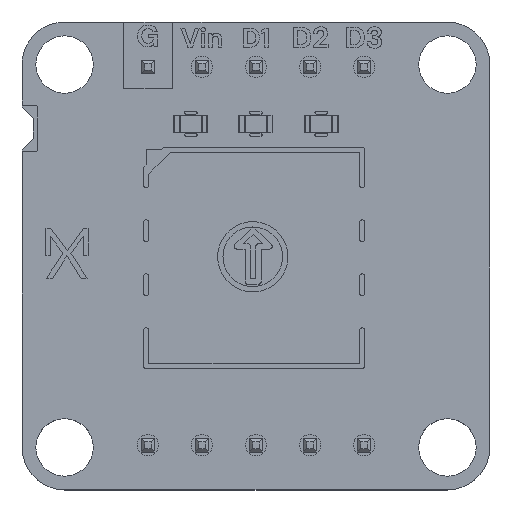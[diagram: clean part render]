
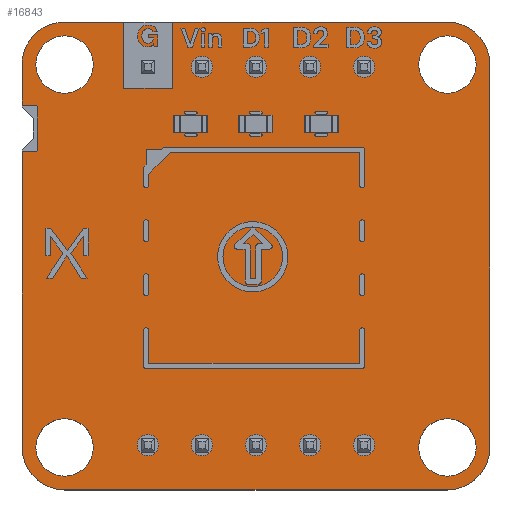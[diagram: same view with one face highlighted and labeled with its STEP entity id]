
A CAD part, top view. The second image highlights one B-rep face of the part: STEP entity #16843.
In plain terms, the highlighted planar face has unit normal (0, 0, 1).
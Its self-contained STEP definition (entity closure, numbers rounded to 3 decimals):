
#16508 = VERTEX_POINT('',#16509);
#16509 = CARTESIAN_POINT('',(8.998,10.998,1.51));
#16515 = EDGE_CURVE('',#16508,#16516,#16518,.T.);
#16516 = VERTEX_POINT('',#16517);
#16517 = CARTESIAN_POINT('',(10.998,8.998,1.51));
#16518 = CIRCLE('',#16519,2.);
#16519 = AXIS2_PLACEMENT_3D('',#16520,#16521,#16522);
#16520 = CARTESIAN_POINT('',(8.998,8.998,1.51));
#16521 = DIRECTION('',(0.,0.,-1.));
#16522 = DIRECTION('',(0.,1.,0.));
#16550 = VERTEX_POINT('',#16551);
#16551 = CARTESIAN_POINT('',(-8.993,10.998,1.51));
#16557 = EDGE_CURVE('',#16550,#16508,#16558,.T.);
#16558 = LINE('',#16559,#16560);
#16559 = CARTESIAN_POINT('',(-8.993,10.998,1.51));
#16560 = VECTOR('',#16561,1.);
#16561 = DIRECTION('',(1.,0.,0.));
#16579 = EDGE_CURVE('',#16516,#16580,#16582,.T.);
#16580 = VERTEX_POINT('',#16581);
#16581 = CARTESIAN_POINT('',(10.998,-9.002,1.51));
#16582 = LINE('',#16583,#16584);
#16583 = CARTESIAN_POINT('',(10.998,8.998,1.51));
#16584 = VECTOR('',#16585,1.);
#16585 = DIRECTION('',(0.,-1.,0.));
#16843 = ADVANCED_FACE('',(#16844,#16922,#16933,#16944,#16955,#16966,
    #16977,#16988,#16999,#17010,#17021,#17032,#17043,#17054,#17065),
  #17076,.T.);
#16844 = FACE_BOUND('',#16845,.T.);
#16845 = EDGE_LOOP('',(#16846,#16847,#16848,#16857,#16865,#16873,#16881,
    #16889,#16897,#16906,#16914,#16921));
#16846 = ORIENTED_EDGE('',*,*,#16515,.F.);
#16847 = ORIENTED_EDGE('',*,*,#16557,.F.);
#16848 = ORIENTED_EDGE('',*,*,#16849,.F.);
#16849 = EDGE_CURVE('',#16850,#16550,#16852,.T.);
#16850 = VERTEX_POINT('',#16851);
#16851 = CARTESIAN_POINT('',(-11.002,8.998,1.51));
#16852 = CIRCLE('',#16853,2.);
#16853 = AXIS2_PLACEMENT_3D('',#16854,#16855,#16856);
#16854 = CARTESIAN_POINT('',(-9.002,8.998,1.51));
#16855 = DIRECTION('',(0.,0.,-1.));
#16856 = DIRECTION('',(-1.,0.,0.));
#16857 = ORIENTED_EDGE('',*,*,#16858,.F.);
#16858 = EDGE_CURVE('',#16859,#16850,#16861,.T.);
#16859 = VERTEX_POINT('',#16860);
#16860 = CARTESIAN_POINT('',(-11.002,6.998,1.51));
#16861 = LINE('',#16862,#16863);
#16862 = CARTESIAN_POINT('',(-11.002,6.998,1.51));
#16863 = VECTOR('',#16864,1.);
#16864 = DIRECTION('',(0.,1.,0.));
#16865 = ORIENTED_EDGE('',*,*,#16866,.F.);
#16866 = EDGE_CURVE('',#16867,#16859,#16869,.T.);
#16867 = VERTEX_POINT('',#16868);
#16868 = CARTESIAN_POINT('',(-10.472,6.467,1.51));
#16869 = LINE('',#16870,#16871);
#16870 = CARTESIAN_POINT('',(-10.472,6.467,1.51));
#16871 = VECTOR('',#16872,1.);
#16872 = DIRECTION('',(-0.707,0.707,0.));
#16873 = ORIENTED_EDGE('',*,*,#16874,.F.);
#16874 = EDGE_CURVE('',#16875,#16867,#16877,.T.);
#16875 = VERTEX_POINT('',#16876);
#16876 = CARTESIAN_POINT('',(-10.472,5.528,1.51));
#16877 = LINE('',#16878,#16879);
#16878 = CARTESIAN_POINT('',(-10.472,5.528,1.51));
#16879 = VECTOR('',#16880,1.);
#16880 = DIRECTION('',(0.,1.,0.));
#16881 = ORIENTED_EDGE('',*,*,#16882,.F.);
#16882 = EDGE_CURVE('',#16883,#16875,#16885,.T.);
#16883 = VERTEX_POINT('',#16884);
#16884 = CARTESIAN_POINT('',(-11.002,4.998,1.51));
#16885 = LINE('',#16886,#16887);
#16886 = CARTESIAN_POINT('',(-11.002,4.998,1.51));
#16887 = VECTOR('',#16888,1.);
#16888 = DIRECTION('',(0.707,0.707,0.));
#16889 = ORIENTED_EDGE('',*,*,#16890,.F.);
#16890 = EDGE_CURVE('',#16891,#16883,#16893,.T.);
#16891 = VERTEX_POINT('',#16892);
#16892 = CARTESIAN_POINT('',(-11.002,-9.002,1.51));
#16893 = LINE('',#16894,#16895);
#16894 = CARTESIAN_POINT('',(-11.002,-9.002,1.51));
#16895 = VECTOR('',#16896,1.);
#16896 = DIRECTION('',(0.,1.,0.));
#16897 = ORIENTED_EDGE('',*,*,#16898,.F.);
#16898 = EDGE_CURVE('',#16899,#16891,#16901,.T.);
#16899 = VERTEX_POINT('',#16900);
#16900 = CARTESIAN_POINT('',(-9.002,-11.002,1.51));
#16901 = CIRCLE('',#16902,2.);
#16902 = AXIS2_PLACEMENT_3D('',#16903,#16904,#16905);
#16903 = CARTESIAN_POINT('',(-9.002,-9.002,1.51));
#16904 = DIRECTION('',(0.,0.,-1.));
#16905 = DIRECTION('',(0.,-1.,0.));
#16906 = ORIENTED_EDGE('',*,*,#16907,.F.);
#16907 = EDGE_CURVE('',#16908,#16899,#16910,.T.);
#16908 = VERTEX_POINT('',#16909);
#16909 = CARTESIAN_POINT('',(8.998,-11.002,1.51));
#16910 = LINE('',#16911,#16912);
#16911 = CARTESIAN_POINT('',(8.998,-11.002,1.51));
#16912 = VECTOR('',#16913,1.);
#16913 = DIRECTION('',(-1.,0.,0.));
#16914 = ORIENTED_EDGE('',*,*,#16915,.F.);
#16915 = EDGE_CURVE('',#16580,#16908,#16916,.T.);
#16916 = CIRCLE('',#16917,2.);
#16917 = AXIS2_PLACEMENT_3D('',#16918,#16919,#16920);
#16918 = CARTESIAN_POINT('',(8.998,-9.002,1.51));
#16919 = DIRECTION('',(0.,0.,-1.));
#16920 = DIRECTION('',(1.,0.,0.));
#16921 = ORIENTED_EDGE('',*,*,#16579,.F.);
#16922 = FACE_BOUND('',#16923,.T.);
#16923 = EDGE_LOOP('',(#16924));
#16924 = ORIENTED_EDGE('',*,*,#16925,.T.);
#16925 = EDGE_CURVE('',#16926,#16926,#16928,.T.);
#16926 = VERTEX_POINT('',#16927);
#16927 = CARTESIAN_POINT('',(-9.002,-10.352,1.51));
#16928 = CIRCLE('',#16929,1.35);
#16929 = AXIS2_PLACEMENT_3D('',#16930,#16931,#16932);
#16930 = CARTESIAN_POINT('',(-9.002,-9.002,1.51));
#16931 = DIRECTION('',(-0.,0.,-1.));
#16932 = DIRECTION('',(-0.,-1.,0.));
#16933 = FACE_BOUND('',#16934,.T.);
#16934 = EDGE_LOOP('',(#16935));
#16935 = ORIENTED_EDGE('',*,*,#16936,.T.);
#16936 = EDGE_CURVE('',#16937,#16937,#16939,.T.);
#16937 = VERTEX_POINT('',#16938);
#16938 = CARTESIAN_POINT('',(-5.082,-9.392,1.51));
#16939 = CIRCLE('',#16940,0.5);
#16940 = AXIS2_PLACEMENT_3D('',#16941,#16942,#16943);
#16941 = CARTESIAN_POINT('',(-5.082,-8.892,1.51));
#16942 = DIRECTION('',(-0.,0.,-1.));
#16943 = DIRECTION('',(-0.,-1.,0.));
#16944 = FACE_BOUND('',#16945,.T.);
#16945 = EDGE_LOOP('',(#16946));
#16946 = ORIENTED_EDGE('',*,*,#16947,.T.);
#16947 = EDGE_CURVE('',#16948,#16948,#16950,.T.);
#16948 = VERTEX_POINT('',#16949);
#16949 = CARTESIAN_POINT('',(-2.542,-9.392,1.51));
#16950 = CIRCLE('',#16951,0.5);
#16951 = AXIS2_PLACEMENT_3D('',#16952,#16953,#16954);
#16952 = CARTESIAN_POINT('',(-2.542,-8.892,1.51));
#16953 = DIRECTION('',(-0.,0.,-1.));
#16954 = DIRECTION('',(-0.,-1.,0.));
#16955 = FACE_BOUND('',#16956,.T.);
#16956 = EDGE_LOOP('',(#16957));
#16957 = ORIENTED_EDGE('',*,*,#16958,.T.);
#16958 = EDGE_CURVE('',#16959,#16959,#16961,.T.);
#16959 = VERTEX_POINT('',#16960);
#16960 = CARTESIAN_POINT('',(-0.002,-9.392,1.51));
#16961 = CIRCLE('',#16962,0.5);
#16962 = AXIS2_PLACEMENT_3D('',#16963,#16964,#16965);
#16963 = CARTESIAN_POINT('',(-0.002,-8.892,1.51));
#16964 = DIRECTION('',(-0.,0.,-1.));
#16965 = DIRECTION('',(0.,-1.,-0.));
#16966 = FACE_BOUND('',#16967,.T.);
#16967 = EDGE_LOOP('',(#16968));
#16968 = ORIENTED_EDGE('',*,*,#16969,.T.);
#16969 = EDGE_CURVE('',#16970,#16970,#16972,.T.);
#16970 = VERTEX_POINT('',#16971);
#16971 = CARTESIAN_POINT('',(2.538,-9.392,1.51));
#16972 = CIRCLE('',#16973,0.5);
#16973 = AXIS2_PLACEMENT_3D('',#16974,#16975,#16976);
#16974 = CARTESIAN_POINT('',(2.538,-8.892,1.51));
#16975 = DIRECTION('',(-0.,0.,-1.));
#16976 = DIRECTION('',(-0.,-1.,0.));
#16977 = FACE_BOUND('',#16978,.T.);
#16978 = EDGE_LOOP('',(#16979));
#16979 = ORIENTED_EDGE('',*,*,#16980,.T.);
#16980 = EDGE_CURVE('',#16981,#16981,#16983,.T.);
#16981 = VERTEX_POINT('',#16982);
#16982 = CARTESIAN_POINT('',(5.078,-9.392,1.51));
#16983 = CIRCLE('',#16984,0.5);
#16984 = AXIS2_PLACEMENT_3D('',#16985,#16986,#16987);
#16985 = CARTESIAN_POINT('',(5.078,-8.892,1.51));
#16986 = DIRECTION('',(-0.,0.,-1.));
#16987 = DIRECTION('',(-0.,-1.,0.));
#16988 = FACE_BOUND('',#16989,.T.);
#16989 = EDGE_LOOP('',(#16990));
#16990 = ORIENTED_EDGE('',*,*,#16991,.T.);
#16991 = EDGE_CURVE('',#16992,#16992,#16994,.T.);
#16992 = VERTEX_POINT('',#16993);
#16993 = CARTESIAN_POINT('',(8.998,-10.352,1.51));
#16994 = CIRCLE('',#16995,1.35);
#16995 = AXIS2_PLACEMENT_3D('',#16996,#16997,#16998);
#16996 = CARTESIAN_POINT('',(8.998,-9.002,1.51));
#16997 = DIRECTION('',(-0.,0.,-1.));
#16998 = DIRECTION('',(-0.,-1.,0.));
#16999 = FACE_BOUND('',#17000,.T.);
#17000 = EDGE_LOOP('',(#17001));
#17001 = ORIENTED_EDGE('',*,*,#17002,.T.);
#17002 = EDGE_CURVE('',#17003,#17003,#17005,.T.);
#17003 = VERTEX_POINT('',#17004);
#17004 = CARTESIAN_POINT('',(-9.002,7.648,1.51));
#17005 = CIRCLE('',#17006,1.35);
#17006 = AXIS2_PLACEMENT_3D('',#17007,#17008,#17009);
#17007 = CARTESIAN_POINT('',(-9.002,8.998,1.51));
#17008 = DIRECTION('',(-0.,0.,-1.));
#17009 = DIRECTION('',(-0.,-1.,0.));
#17010 = FACE_BOUND('',#17011,.T.);
#17011 = EDGE_LOOP('',(#17012));
#17012 = ORIENTED_EDGE('',*,*,#17013,.T.);
#17013 = EDGE_CURVE('',#17014,#17014,#17016,.T.);
#17014 = VERTEX_POINT('',#17015);
#17015 = CARTESIAN_POINT('',(-5.082,8.388,1.51));
#17016 = CIRCLE('',#17017,0.5);
#17017 = AXIS2_PLACEMENT_3D('',#17018,#17019,#17020);
#17018 = CARTESIAN_POINT('',(-5.082,8.888,1.51));
#17019 = DIRECTION('',(-0.,0.,-1.));
#17020 = DIRECTION('',(-0.,-1.,0.));
#17021 = FACE_BOUND('',#17022,.T.);
#17022 = EDGE_LOOP('',(#17023));
#17023 = ORIENTED_EDGE('',*,*,#17024,.T.);
#17024 = EDGE_CURVE('',#17025,#17025,#17027,.T.);
#17025 = VERTEX_POINT('',#17026);
#17026 = CARTESIAN_POINT('',(-2.542,8.388,1.51));
#17027 = CIRCLE('',#17028,0.5);
#17028 = AXIS2_PLACEMENT_3D('',#17029,#17030,#17031);
#17029 = CARTESIAN_POINT('',(-2.542,8.888,1.51));
#17030 = DIRECTION('',(-0.,0.,-1.));
#17031 = DIRECTION('',(-0.,-1.,0.));
#17032 = FACE_BOUND('',#17033,.T.);
#17033 = EDGE_LOOP('',(#17034));
#17034 = ORIENTED_EDGE('',*,*,#17035,.T.);
#17035 = EDGE_CURVE('',#17036,#17036,#17038,.T.);
#17036 = VERTEX_POINT('',#17037);
#17037 = CARTESIAN_POINT('',(-0.002,8.388,1.51));
#17038 = CIRCLE('',#17039,0.5);
#17039 = AXIS2_PLACEMENT_3D('',#17040,#17041,#17042);
#17040 = CARTESIAN_POINT('',(-0.002,8.888,1.51));
#17041 = DIRECTION('',(-0.,0.,-1.));
#17042 = DIRECTION('',(0.,-1.,-0.));
#17043 = FACE_BOUND('',#17044,.T.);
#17044 = EDGE_LOOP('',(#17045));
#17045 = ORIENTED_EDGE('',*,*,#17046,.T.);
#17046 = EDGE_CURVE('',#17047,#17047,#17049,.T.);
#17047 = VERTEX_POINT('',#17048);
#17048 = CARTESIAN_POINT('',(2.538,8.388,1.51));
#17049 = CIRCLE('',#17050,0.5);
#17050 = AXIS2_PLACEMENT_3D('',#17051,#17052,#17053);
#17051 = CARTESIAN_POINT('',(2.538,8.888,1.51));
#17052 = DIRECTION('',(-0.,0.,-1.));
#17053 = DIRECTION('',(-0.,-1.,0.));
#17054 = FACE_BOUND('',#17055,.T.);
#17055 = EDGE_LOOP('',(#17056));
#17056 = ORIENTED_EDGE('',*,*,#17057,.T.);
#17057 = EDGE_CURVE('',#17058,#17058,#17060,.T.);
#17058 = VERTEX_POINT('',#17059);
#17059 = CARTESIAN_POINT('',(5.078,8.388,1.51));
#17060 = CIRCLE('',#17061,0.5);
#17061 = AXIS2_PLACEMENT_3D('',#17062,#17063,#17064);
#17062 = CARTESIAN_POINT('',(5.078,8.888,1.51));
#17063 = DIRECTION('',(-0.,0.,-1.));
#17064 = DIRECTION('',(-0.,-1.,0.));
#17065 = FACE_BOUND('',#17066,.T.);
#17066 = EDGE_LOOP('',(#17067));
#17067 = ORIENTED_EDGE('',*,*,#17068,.T.);
#17068 = EDGE_CURVE('',#17069,#17069,#17071,.T.);
#17069 = VERTEX_POINT('',#17070);
#17070 = CARTESIAN_POINT('',(8.998,7.648,1.51));
#17071 = CIRCLE('',#17072,1.35);
#17072 = AXIS2_PLACEMENT_3D('',#17073,#17074,#17075);
#17073 = CARTESIAN_POINT('',(8.998,8.998,1.51));
#17074 = DIRECTION('',(-0.,0.,-1.));
#17075 = DIRECTION('',(-0.,-1.,0.));
#17076 = PLANE('',#17077);
#17077 = AXIS2_PLACEMENT_3D('',#17078,#17079,#17080);
#17078 = CARTESIAN_POINT('',(0.,0.,1.51));
#17079 = DIRECTION('',(0.,0.,1.));
#17080 = DIRECTION('',(1.,0.,-0.));
